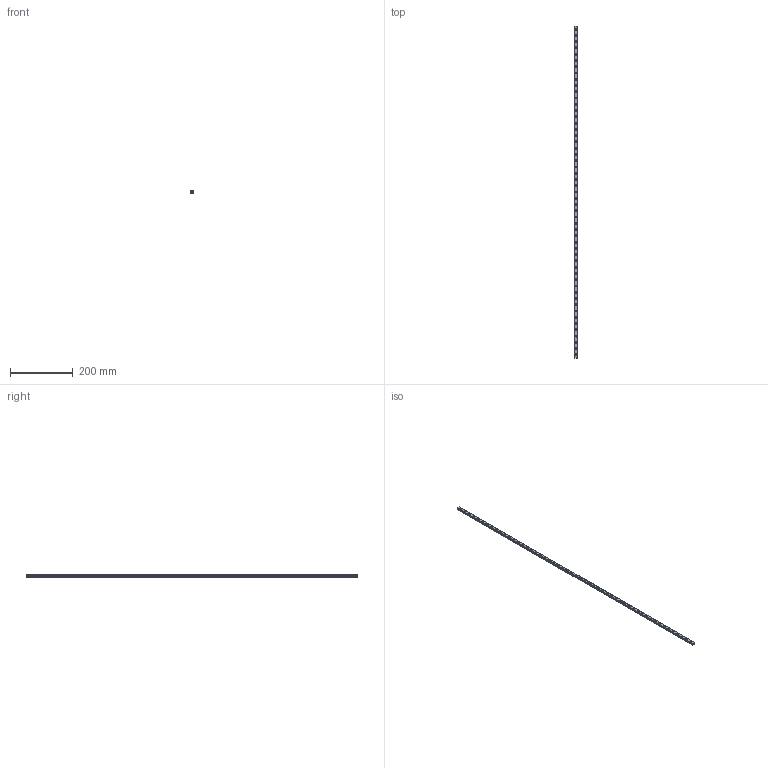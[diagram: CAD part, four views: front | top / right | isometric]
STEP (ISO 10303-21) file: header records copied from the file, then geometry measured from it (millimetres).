
FILE_DESCRIPTION(('STEP AP214'),'1');
FILE_NAME('cctmp_AD85D4A9-4C73-498C-8350-65F9B3235CAD_2021_02_18_15_07_11_0788..stp','2021-02-18T14:07:12',('HIWIN GmbH'),('CADClick - www.CADClick.com'),'Spatial InterOp 3D',' ','unknown authorization');
FILE_SCHEMA(('AUTOMOTIVE_DESIGN'));
Length unit declared in the file: millimetre
Products named in the file (1): MGNR09R1060CM_FILE
Bounding box: 9 x 1060 x 6.5 mm (x, y, z)
Volume: 52444 mm3; surface area: 42894.8 mm2
Topology: 1 solids, 1 shells, 572 faces, 1221 edges, 814 vertices
Faces by surface type: cylinder 334, plane 238
Entity records: 20353 total; most frequent: DIRECTION 3035, CARTESIAN_POINT 2608, ORIENTED_EDGE 2442, AXIS2_PLACEMENT_3D 1241, EDGE_CURVE 1221, VERTEX_POINT 814, EDGE_LOOP 735, CIRCLE 668
